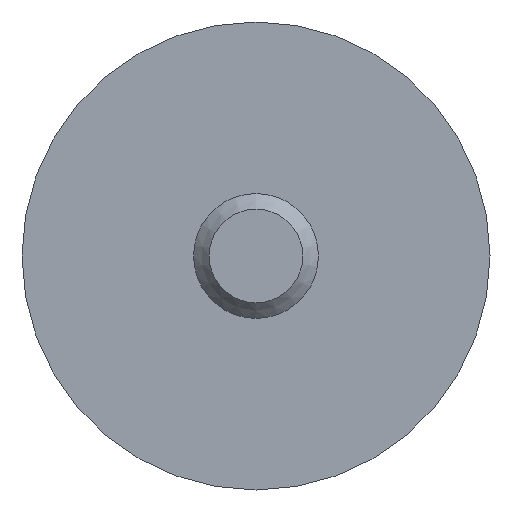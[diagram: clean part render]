
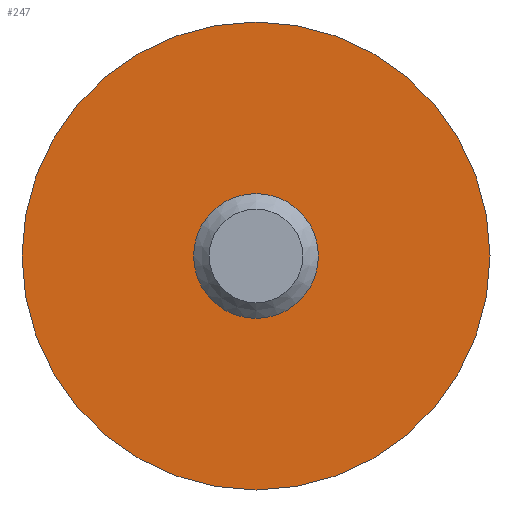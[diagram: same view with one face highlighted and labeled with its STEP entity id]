
A CAD part, front view. The second image highlights one B-rep face of the part: STEP entity #247.
In plain terms, the highlighted planar face has unit normal (0, -1, 0).
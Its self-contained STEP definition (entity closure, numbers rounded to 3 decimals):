
#76=PLANE('',#280);
#104=ORIENTED_EDGE('',*,*,#143,.T.);
#105=ORIENTED_EDGE('',*,*,#144,.F.);
#143=EDGE_CURVE('',#162,#162,#175,.T.);
#144=EDGE_CURVE('',#163,#163,#176,.T.);
#162=VERTEX_POINT('',#447);
#163=VERTEX_POINT('',#449);
#175=CIRCLE('',#281,20.);
#176=CIRCLE('',#282,75.);
#188=EDGE_LOOP('',(#104));
#189=EDGE_LOOP('',(#105));
#215=FACE_BOUND('',#188,.T.);
#216=FACE_BOUND('',#189,.T.);
#247=ADVANCED_FACE('',(#215,#216),#76,.F.);
#280=AXIS2_PLACEMENT_3D('',#445,#335,#336);
#281=AXIS2_PLACEMENT_3D('',#446,#337,#338);
#282=AXIS2_PLACEMENT_3D('',#448,#339,#340);
#335=DIRECTION('',(0.,1.,0.));
#336=DIRECTION('',(0.,0.,1.));
#337=DIRECTION('',(0.,1.,0.));
#338=DIRECTION('',(0.,0.,1.));
#339=DIRECTION('',(0.,1.,0.));
#340=DIRECTION('',(0.,0.,1.));
#445=CARTESIAN_POINT('',(0.,-250.,0.));
#446=CARTESIAN_POINT('',(0.,-250.,0.));
#447=CARTESIAN_POINT('',(0.,-250.,20.));
#448=CARTESIAN_POINT('',(0.,-250.,0.));
#449=CARTESIAN_POINT('',(0.,-250.,75.));
